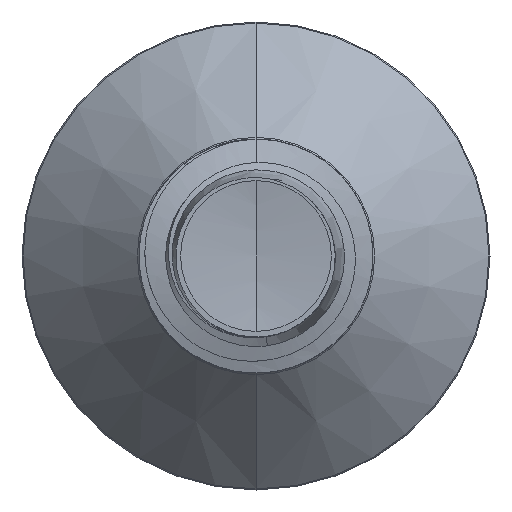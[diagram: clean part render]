
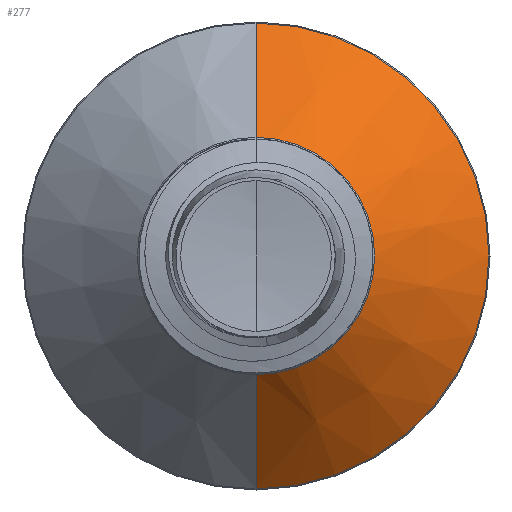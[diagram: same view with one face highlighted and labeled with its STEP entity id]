
A CAD part, front view. The second image highlights one B-rep face of the part: STEP entity #277.
In plain terms, the highlighted conical face has half-angle 45 degrees and reference radius 1.522 mm.
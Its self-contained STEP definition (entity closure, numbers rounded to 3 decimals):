
#277 = ADVANCED_FACE ( 'NONE', ( #14380 ), #5449, .T. ) ;
#478 = EDGE_CURVE ( 'NONE', #6777, #13044, #8402, .T. ) ;
#856 = DIRECTION ( 'NONE',  ( 0., 1., 0. ) ) ;
#1139 = ORIENTED_EDGE ( 'NONE', *, *, #9559, .T. ) ;
#1170 = CARTESIAN_POINT ( 'NONE',  ( 0., 4.972, 0. ) ) ;
#2014 = CIRCLE ( 'NONE', #7571, 2.987 ) ;
#2982 = DIRECTION ( 'NONE',  ( 0., 0., 1. ) ) ;
#3617 = CARTESIAN_POINT ( 'NONE',  ( 0., 6.437, 2.987 ) ) ;
#3923 = ORIENTED_EDGE ( 'NONE', *, *, #478, .T. ) ;
#3937 = ORIENTED_EDGE ( 'NONE', *, *, #12788, .F. ) ;
#3982 = ORIENTED_EDGE ( 'NONE', *, *, #6881, .F. ) ;
#5449 = CONICAL_SURFACE ( 'NONE', #12357, 1.522, 0.785 ) ;
#5626 = CARTESIAN_POINT ( 'NONE',  ( 0., 4.972, 1.522 ) ) ;
#5722 = DIRECTION ( 'NONE',  ( 0., 0., 1. ) ) ;
#5756 = VECTOR ( 'NONE', #7069, 1000. ) ;
#5791 = DIRECTION ( 'NONE',  ( 0., 1., 0. ) ) ;
#6221 = CARTESIAN_POINT ( 'NONE',  ( 0., 4.972, 0. ) ) ;
#6777 = VERTEX_POINT ( 'NONE', #8743 ) ;
#6881 = EDGE_CURVE ( 'NONE', #6777, #14318, #13190, .T. ) ;
#7069 = DIRECTION ( 'NONE',  ( 0., 0.707, -0.707 ) ) ;
#7315 = VECTOR ( 'NONE', #13342, 1000. ) ;
#7571 = AXIS2_PLACEMENT_3D ( 'NONE', #12411, #5791, #13497 ) ;
#8402 = CIRCLE ( 'NONE', #13086, 1.522 ) ;
#8743 = CARTESIAN_POINT ( 'NONE',  ( 0., 4.972, 1.522 ) ) ;
#9559 = EDGE_CURVE ( 'NONE', #13044, #13644, #14191, .T. ) ;
#10502 = EDGE_LOOP ( 'NONE', ( #3923, #1139, #3937, #3982 ) ) ;
#11123 = CARTESIAN_POINT ( 'NONE',  ( 0., 6.437, -2.987 ) ) ;
#11469 = CARTESIAN_POINT ( 'NONE',  ( 0., 4.972, -1.522 ) ) ;
#12357 = AXIS2_PLACEMENT_3D ( 'NONE', #1170, #856, #5722 ) ;
#12411 = CARTESIAN_POINT ( 'NONE',  ( 0., 6.437, 0. ) ) ;
#12726 = CARTESIAN_POINT ( 'NONE',  ( 0., 4.972, -1.522 ) ) ;
#12788 = EDGE_CURVE ( 'NONE', #14318, #13644, #2014, .T. ) ;
#13044 = VERTEX_POINT ( 'NONE', #11469 ) ;
#13086 = AXIS2_PLACEMENT_3D ( 'NONE', #6221, #13982, #2982 ) ;
#13190 = LINE ( 'NONE', #5626, #7315 ) ;
#13342 = DIRECTION ( 'NONE',  ( 0., 0.707, 0.707 ) ) ;
#13497 = DIRECTION ( 'NONE',  ( 0., 0., 1. ) ) ;
#13644 = VERTEX_POINT ( 'NONE', #11123 ) ;
#13982 = DIRECTION ( 'NONE',  ( 0., 1., 0. ) ) ;
#14191 = LINE ( 'NONE', #12726, #5756 ) ;
#14318 = VERTEX_POINT ( 'NONE', #3617 ) ;
#14380 = FACE_OUTER_BOUND ( 'NONE', #10502, .T. ) ;
